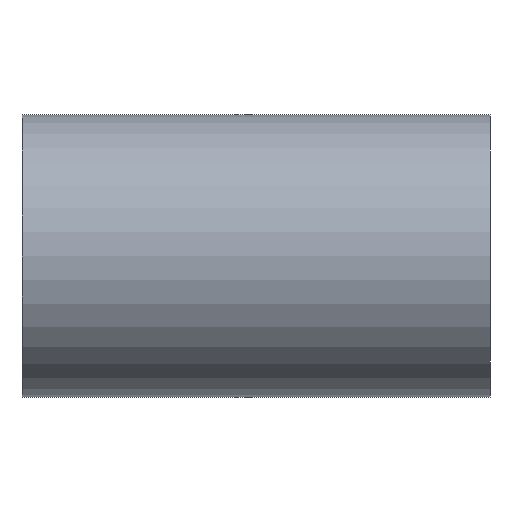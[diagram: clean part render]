
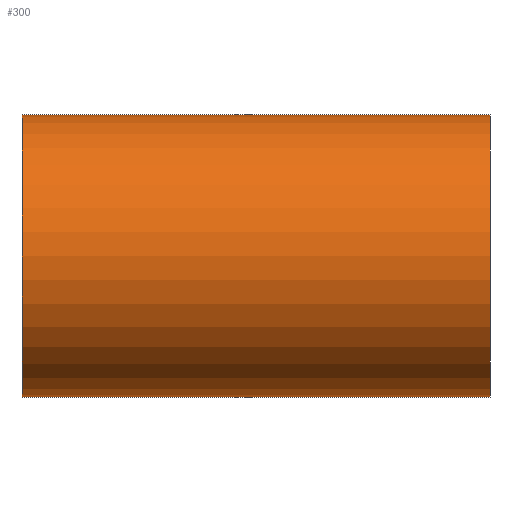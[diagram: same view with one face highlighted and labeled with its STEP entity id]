
A CAD part, front view. The second image highlights one B-rep face of the part: STEP entity #300.
In plain terms, the highlighted cylindrical face has radius 32.7 mm (diameter 65.4 mm), a partial arc.
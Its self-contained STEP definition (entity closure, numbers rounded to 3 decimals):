
#174 = EDGE_CURVE( '', #194, #228, #389, .T. );
#182 = VERTEX_POINT( '', #399 );
#184 = EDGE_CURVE( '', #202, #182, #401, .T. );
#194 = VERTEX_POINT( '', #415 );
#202 = VERTEX_POINT( '', #424 );
#228 = VERTEX_POINT( '', #454 );
#296 = EDGE_CURVE( '', #182, #194, #530, .T. );
#300 = ADVANCED_FACE( '', ( #534 ), #535, .T. );
#302 = EDGE_CURVE( '', #202, #228, #537, .T. );
#389 = LINE( '', #697, #698 );
#399 = CARTESIAN_POINT( '', ( 25., 0., 32.7 ) );
#401 = LINE( '', #731, #732 );
#415 = CARTESIAN_POINT( '', ( 25., 0., -32.7 ) );
#424 = CARTESIAN_POINT( '', ( -83.5, 0., 32.7 ) );
#454 = CARTESIAN_POINT( '', ( -83.5, 0., -32.7 ) );
#530 = CIRCLE( '', #945, 32.7 );
#534 = FACE_OUTER_BOUND( '', #949, .T. );
#535 = CYLINDRICAL_SURFACE( '', #950, 32.7 );
#537 = CIRCLE( '', #953, 32.7 );
#697 = CARTESIAN_POINT( '', ( 25., 0., -32.7 ) );
#698 = VECTOR( '', #1044, 1. );
#731 = CARTESIAN_POINT( '', ( 25., 0., 32.7 ) );
#732 = VECTOR( '', #1057, 1. );
#945 = AXIS2_PLACEMENT_3D( '', #1208, #1209, #1210 );
#949 = EDGE_LOOP( '', ( #1212, #1213, #1214, #1215 ) );
#950 = AXIS2_PLACEMENT_3D( '', #1216, #1217, #1218 );
#953 = AXIS2_PLACEMENT_3D( '', #1219, #1220, #1221 );
#1044 = DIRECTION( '', ( -1., 0., 0. ) );
#1057 = DIRECTION( '', ( 1., 0., 0. ) );
#1208 = CARTESIAN_POINT( '', ( 25., 0., 0. ) );
#1209 = DIRECTION( '', ( 1., 0., 0. ) );
#1210 = DIRECTION( '', ( 0., 0., -1. ) );
#1212 = ORIENTED_EDGE( '', *, *, #174, .F. );
#1213 = ORIENTED_EDGE( '', *, *, #296, .F. );
#1214 = ORIENTED_EDGE( '', *, *, #184, .F. );
#1215 = ORIENTED_EDGE( '', *, *, #302, .T. );
#1216 = CARTESIAN_POINT( '', ( 25., 0., 0. ) );
#1217 = DIRECTION( '', ( 1., 0., 0. ) );
#1218 = DIRECTION( '', ( 0., 0., -1. ) );
#1219 = CARTESIAN_POINT( '', ( -83.5, 0., 0. ) );
#1220 = DIRECTION( '', ( 1., 0., 0. ) );
#1221 = DIRECTION( '', ( 0., 0., -1. ) );
